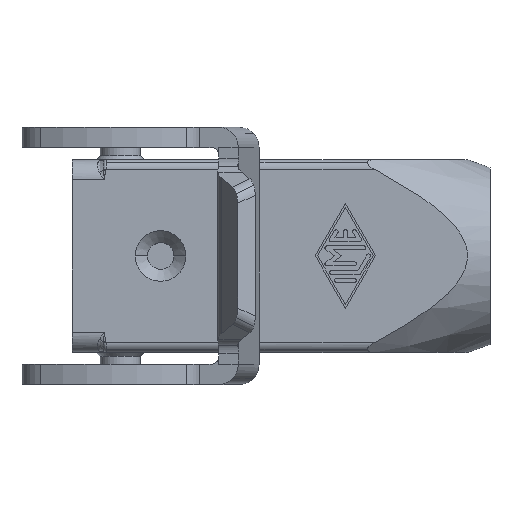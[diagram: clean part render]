
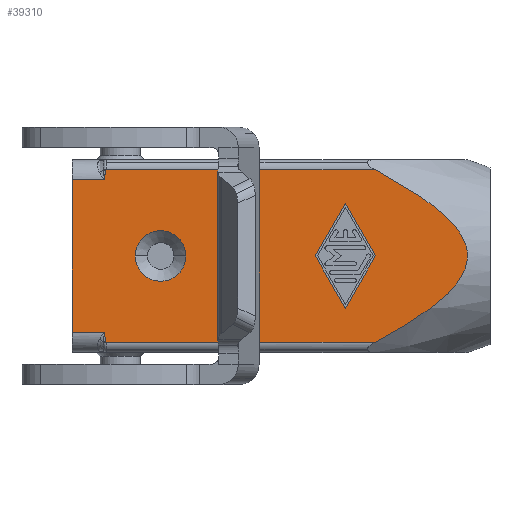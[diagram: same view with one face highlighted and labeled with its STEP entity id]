
A CAD part, top view. The second image highlights one B-rep face of the part: STEP entity #39310.
In plain terms, the highlighted planar face has unit normal (0, 0, 1).
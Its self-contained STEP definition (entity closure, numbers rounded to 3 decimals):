
#5740=CARTESIAN_POINT('',(33.689,10.75,12.));
#5750=VERTEX_POINT('',#5740);
#5780=CARTESIAN_POINT('',(0.18,10.75,12.));
#5790=DIRECTION('',(1.,0.,0.));
#5800=VECTOR('',#5790,33.509);
#5810=LINE('',#5780,#5800);
#5820=CARTESIAN_POINT('',(0.18,10.75,12.));
#5830=VERTEX_POINT('',#5820);
#5840=EDGE_CURVE('',#5830,#5750,#5810,.T.);
#7870=CARTESIAN_POINT('',(7.,0.,12.));
#7880=DIRECTION('',(0.,0.,-1.));
#7890=DIRECTION('',(1.,0.,0.));
#7900=AXIS2_PLACEMENT_3D('',#7870,#7880,#7890);
#7910=CIRCLE('',#7900,3.15);
#7920=CARTESIAN_POINT('',(10.15,0.,12.));
#7930=VERTEX_POINT('',#7920);
#7940=CARTESIAN_POINT('',(3.85,0.,12.));
#7950=VERTEX_POINT('',#7940);
#7960=EDGE_CURVE('',#7930,#7950,#7910,.T.);
#9620=CARTESIAN_POINT('',(33.689,-10.75,12.));
#9630=VERTEX_POINT('',#9620);
#9660=CARTESIAN_POINT('',(33.689,-10.75,12.));
#9670=CARTESIAN_POINT('',(53.774,0.,12.));
#9680=CARTESIAN_POINT('',(33.689,10.75,12.));
#9690=(BOUNDED_CURVE() B_SPLINE_CURVE(2,(#9660,#9670,#9680),
.UNSPECIFIED.,.F.,.F.) B_SPLINE_CURVE_WITH_KNOTS((3,3),(
0.099,3.42),.UNSPECIFIED.) CURVE() 
GEOMETRIC_REPRESENTATION_ITEM() RATIONAL_B_SPLINE_CURVE((1.021
,1.371,1.021)) REPRESENTATION_ITEM(''));
#9700=EDGE_CURVE('',#9630,#5750,#9690,.T.);
#30330=CARTESIAN_POINT('',(33.75,0.,12.));
#30340=VERTEX_POINT('',#30330);
#30390=CARTESIAN_POINT('',(33.75,0.,12.));
#30400=DIRECTION('',(-0.5,-0.866,0.));
#30410=VECTOR('',#30400,7.504);
#30420=LINE('',#30390,#30410);
#30430=CARTESIAN_POINT('',(30.,-6.5,12.));
#30440=VERTEX_POINT('',#30430);
#30450=EDGE_CURVE('',#30340,#30440,#30420,.T.);
#30730=CARTESIAN_POINT('',(30.,6.5,12.));
#30740=VERTEX_POINT('',#30730);
#30790=CARTESIAN_POINT('',(30.,6.5,12.));
#30800=DIRECTION('',(0.5,-0.866,0.));
#30810=VECTOR('',#30800,7.504);
#30820=LINE('',#30790,#30810);
#30830=EDGE_CURVE('',#30740,#30340,#30820,.T.);
#31040=CARTESIAN_POINT('',(26.25,0.,12.));
#31050=VERTEX_POINT('',#31040);
#31100=CARTESIAN_POINT('',(26.25,0.,12.));
#31110=DIRECTION('',(0.5,0.866,0.));
#31120=VECTOR('',#31110,7.504);
#31130=LINE('',#31100,#31120);
#31140=EDGE_CURVE('',#31050,#30740,#31130,.T.);
#31320=CARTESIAN_POINT('',(30.,-6.5,12.));
#31330=DIRECTION('',(-0.5,0.866,0.));
#31340=VECTOR('',#31330,7.504);
#31350=LINE('',#31320,#31340);
#31360=EDGE_CURVE('',#30440,#31050,#31350,.T.);
#38040=CARTESIAN_POINT('',(0.,-12.,12.));
#38050=DIRECTION('',(0.,0.,1.));
#38060=DIRECTION('',(1.,0.,0.));
#38070=AXIS2_PLACEMENT_3D('',#38040,#38050,#38060);
#38080=PLANE('',#38070);
#38090=CARTESIAN_POINT('',(33.689,-10.75,12.));
#38100=DIRECTION('',(-1.,0.,0.));
#38110=VECTOR('',#38100,33.509);
#38120=LINE('',#38090,#38110);
#38130=CARTESIAN_POINT('',(0.18,-10.75,12.));
#38140=VERTEX_POINT('',#38130);
#38150=EDGE_CURVE('',#9630,#38140,#38120,.T.);
#38160=ORIENTED_EDGE('',*,*,#38150,.F.);
#38170=CARTESIAN_POINT('',(0.151,-10.628,12.));
#38180=CARTESIAN_POINT('',(0.152,-10.634,12.));
#38190=CARTESIAN_POINT('',(0.153,-10.639,12.));
#38200=CARTESIAN_POINT('',(0.155,-10.652,12.));
#38210=CARTESIAN_POINT('',(0.157,-10.66,12.));
#38220=CARTESIAN_POINT('',(0.162,-10.681,12.));
#38230=CARTESIAN_POINT('',(0.165,-10.694,12.));
#38240=CARTESIAN_POINT('',(0.172,-10.722,12.));
#38250=CARTESIAN_POINT('',(0.176,-10.736,12.));
#38260=CARTESIAN_POINT('',(0.18,-10.75,12.));
#38270=B_SPLINE_CURVE_WITH_KNOTS('',3,(#38170,#38180,#38190,#38200,
#38210,#38220,#38230,#38240,#38250,#38260),.UNSPECIFIED.,.F.,.F.,(4,2,2,
2,4),(-0.013,-0.011,-0.008,
-0.004,0.),.UNSPECIFIED.);
#38280=CARTESIAN_POINT('',(0.151,-10.628,12.));
#38290=VERTEX_POINT('',#38280);
#38300=EDGE_CURVE('',#38290,#38140,#38270,.T.);
#38310=ORIENTED_EDGE('',*,*,#38300,.T.);
#38320=CARTESIAN_POINT('',(0.,-9.5,12.));
#38330=CARTESIAN_POINT('',(0.008,-9.566,12.));
#38340=CARTESIAN_POINT('',(0.017,-9.632,12.));
#38350=CARTESIAN_POINT('',(0.034,-9.773,12.));
#38360=CARTESIAN_POINT('',(0.044,-9.848,12.));
#38370=CARTESIAN_POINT('',(0.06,-9.971,12.));
#38380=CARTESIAN_POINT('',(0.066,-10.018,12.));
#38390=CARTESIAN_POINT('',(0.075,-10.088,12.));
#38400=CARTESIAN_POINT('',(0.078,-10.112,12.));
#38410=CARTESIAN_POINT('',(0.086,-10.173,12.));
#38420=CARTESIAN_POINT('',(0.091,-10.21,12.));
#38430=CARTESIAN_POINT('',(0.105,-10.308,12.));
#38440=CARTESIAN_POINT('',(0.113,-10.368,12.));
#38450=CARTESIAN_POINT('',(0.131,-10.495,12.));
#38460=CARTESIAN_POINT('',(0.141,-10.562,12.));
#38470=CARTESIAN_POINT('',(0.151,-10.628,12.));
#38480=B_SPLINE_CURVE_WITH_KNOTS('',3,(#38320,#38330,#38340,#38350,
#38360,#38370,#38380,#38390,#38400,#38410,#38420,#38430,#38440,#38450,
#38460,#38470),.UNSPECIFIED.,.F.,.F.,(4,2,2,2,2,2,2,4),(
-0.114,-0.094,-0.071,
-0.057,-0.05,-0.038,
-0.02,0.),.UNSPECIFIED.);
#38490=CARTESIAN_POINT('',(0.,-9.5,12.));
#38500=VERTEX_POINT('',#38490);
#38510=EDGE_CURVE('',#38500,#38290,#38480,.T.);
#38520=ORIENTED_EDGE('',*,*,#38510,.T.);
#38530=CARTESIAN_POINT('',(0.,-9.5,12.));
#38540=DIRECTION('',(-1.,0.,0.));
#38550=VECTOR('',#38540,4.);
#38560=LINE('',#38530,#38550);
#38570=CARTESIAN_POINT('',(-4.,-9.5,12.));
#38580=VERTEX_POINT('',#38570);
#38590=EDGE_CURVE('',#38500,#38580,#38560,.T.);
#38600=ORIENTED_EDGE('',*,*,#38590,.F.);
#38610=CARTESIAN_POINT('',(-4.,9.5,12.));
#38620=DIRECTION('',(0.,-1.,0.));
#38630=VECTOR('',#38620,19.);
#38640=LINE('',#38610,#38630);
#38650=CARTESIAN_POINT('',(-4.,9.5,12.));
#38660=VERTEX_POINT('',#38650);
#38670=EDGE_CURVE('',#38660,#38580,#38640,.T.);
#38680=ORIENTED_EDGE('',*,*,#38670,.T.);
#38690=CARTESIAN_POINT('',(0.,9.5,12.));
#38700=DIRECTION('',(-1.,0.,0.));
#38710=VECTOR('',#38700,4.);
#38720=LINE('',#38690,#38710);
#38730=CARTESIAN_POINT('',(0.,9.5,12.));
#38740=VERTEX_POINT('',#38730);
#38750=EDGE_CURVE('',#38740,#38660,#38720,.T.);
#38760=ORIENTED_EDGE('',*,*,#38750,.T.);
#38770=CARTESIAN_POINT('',(0.151,10.628,12.));
#38780=CARTESIAN_POINT('',(0.141,10.563,12.));
#38790=CARTESIAN_POINT('',(0.131,10.497,12.));
#38800=CARTESIAN_POINT('',(0.111,10.356,12.));
#38810=CARTESIAN_POINT('',(0.101,10.281,12.));
#38820=CARTESIAN_POINT('',(0.084,10.159,12.));
#38830=CARTESIAN_POINT('',(0.078,10.112,12.));
#38840=CARTESIAN_POINT('',(0.069,10.041,12.));
#38850=CARTESIAN_POINT('',(0.066,10.018,12.));
#38860=CARTESIAN_POINT('',(0.058,9.957,12.));
#38870=CARTESIAN_POINT('',(0.053,9.919,12.));
#38880=CARTESIAN_POINT('',(0.04,9.821,12.));
#38890=CARTESIAN_POINT('',(0.033,9.761,12.));
#38900=CARTESIAN_POINT('',(0.017,9.634,12.));
#38910=CARTESIAN_POINT('',(0.008,9.567,12.));
#38920=CARTESIAN_POINT('',(0.,9.5,12.));
#38930=B_SPLINE_CURVE_WITH_KNOTS('',3,(#38770,#38780,#38790,#38800,
#38810,#38820,#38830,#38840,#38850,#38860,#38870,#38880,#38890,#38900,
#38910,#38920),.UNSPECIFIED.,.F.,.F.,(4,2,2,2,2,2,2,4),(
-0.113,-0.093,-0.07,
-0.056,-0.049,-0.038,
-0.019,0.001),.UNSPECIFIED.);
#38940=CARTESIAN_POINT('',(0.151,10.628,12.));
#38950=VERTEX_POINT('',#38940);
#38960=EDGE_CURVE('',#38950,#38740,#38930,.T.);
#38970=ORIENTED_EDGE('',*,*,#38960,.T.);
#38980=CARTESIAN_POINT('',(0.151,10.628,12.));
#38990=CARTESIAN_POINT('',(0.152,10.634,12.));
#39000=CARTESIAN_POINT('',(0.153,10.639,12.));
#39010=CARTESIAN_POINT('',(0.155,10.652,12.));
#39020=CARTESIAN_POINT('',(0.157,10.66,12.));
#39030=CARTESIAN_POINT('',(0.162,10.681,12.));
#39040=CARTESIAN_POINT('',(0.165,10.694,12.));
#39050=CARTESIAN_POINT('',(0.172,10.722,12.));
#39060=CARTESIAN_POINT('',(0.176,10.736,12.));
#39070=CARTESIAN_POINT('',(0.18,10.75,12.));
#39080=B_SPLINE_CURVE_WITH_KNOTS('',3,(#38980,#38990,#39000,#39010,
#39020,#39030,#39040,#39050,#39060,#39070),.UNSPECIFIED.,.F.,.F.,(4,2,2,
2,4),(0.,0.002,0.004,
0.008,0.013),.UNSPECIFIED.);
#39090=EDGE_CURVE('',#38950,#5830,#39080,.T.);
#39100=ORIENTED_EDGE('',*,*,#39090,.F.);
#39110=ORIENTED_EDGE('',*,*,#5840,.F.);
#39120=ORIENTED_EDGE('',*,*,#9700,.T.);
#39130=EDGE_LOOP('',(#39120,#39110,#39100,#38970,#38760,#38680,#38600,
#38520,#38310,#38160));
#39140=FACE_OUTER_BOUND('',#39130,.T.);
#39150=CARTESIAN_POINT('',(7.,0.,12.));
#39160=DIRECTION('',(0.,0.,-1.));
#39170=DIRECTION('',(1.,0.,0.));
#39180=AXIS2_PLACEMENT_3D('',#39150,#39160,#39170);
#39190=CIRCLE('',#39180,3.15);
#39200=EDGE_CURVE('',#7950,#7930,#39190,.T.);
#39210=ORIENTED_EDGE('',*,*,#39200,.T.);
#39220=ORIENTED_EDGE('',*,*,#7960,.T.);
#39230=EDGE_LOOP('',(#39220,#39210));
#39240=FACE_BOUND('',#39230,.T.);
#39250=ORIENTED_EDGE('',*,*,#30830,.T.);
#39260=ORIENTED_EDGE('',*,*,#31140,.T.);
#39270=ORIENTED_EDGE('',*,*,#31360,.T.);
#39280=ORIENTED_EDGE('',*,*,#30450,.T.);
#39290=EDGE_LOOP('',(#39280,#39270,#39260,#39250));
#39300=FACE_BOUND('',#39290,.T.);
#39310=ADVANCED_FACE('',(#39140,#39240,#39300),#38080,.T.);
